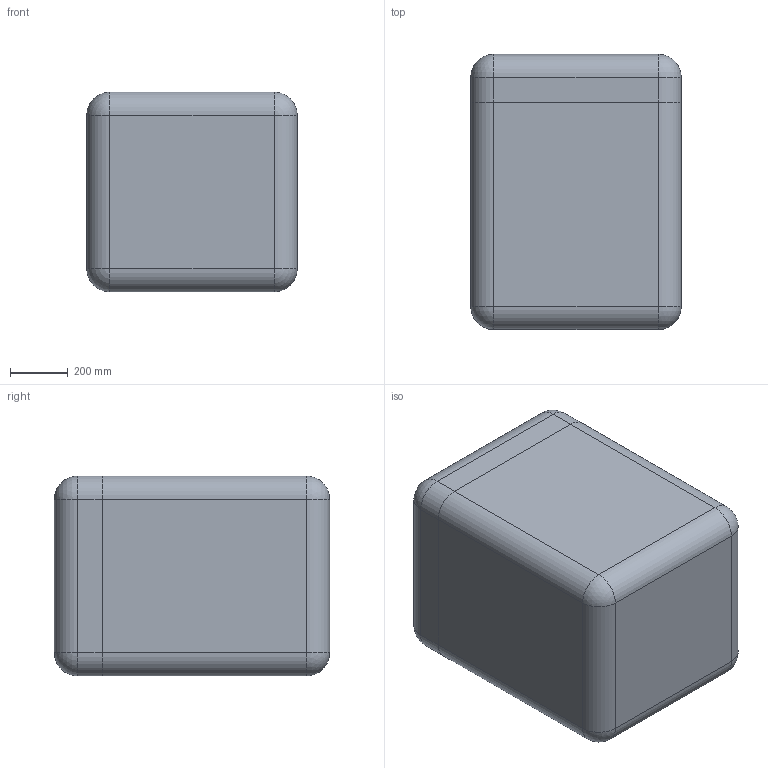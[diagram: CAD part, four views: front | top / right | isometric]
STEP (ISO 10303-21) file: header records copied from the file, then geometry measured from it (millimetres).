
FILE_DESCRIPTION (( 'STEP AP214' ), '1' );
FILE_NAME ('Êîíòåéíåð ÀÄÌÈÐÀË®ÏÐÎÔÅÑÑÈÎÍÀËÜÍÛÅ 076_óïðîùåííàÿ 3D-ìîäåëü.STEP', '2025-08-22T11:29:34', ( '' ), ( '' ), 'SwSTEP 2.0', 'SolidWorks 2021', '' );
FILE_SCHEMA (( 'AUTOMOTIVE_DESIGN' ));
Length unit declared in the file: millimetre
Products named in the file (3): Base_75(óïð); Êîíòåéíåð ÀÄÌÈÐÀË®ÏÐÎÔÅÑÑÈÎÍÀËÜÍÛÅ 076_óïðîùåííàÿ 3D-ìîäåëü; Lid 68(óïð)
Assembly tree (2 placements, depth 2):
  Êîíòåéíåð ÀÄÌÈÐÀË®ÏÐÎÔÅÑÑÈÎÍÀËÜÍÛÅ 076_óïðîùåííàÿ 3D-ìîäåëü
    Base_75(óïð)
    Lid 68(óïð)
Bounding box: 727.36 x 951.48 x 690.7 mm (x, y, z)
Volume: 167302772.4 mm3; surface area: 7327701.7 mm2
Topology: 2 solids, 2 shells, 1170 faces, 2884 edges, 1680 vertices
Faces by surface type: cylinder 496, bspline 292, plane 246, torus 104, cone 24, sphere 8
Entity records: 46849 total; most frequent: CARTESIAN_POINT 20882, ORIENTED_EDGE 5672, DIRECTION 5246, EDGE_CURVE 2836, AXIS2_PLACEMENT_3D 2055, VERTEX_POINT 1680, EDGE_LOOP 1184, CIRCLE 1172
